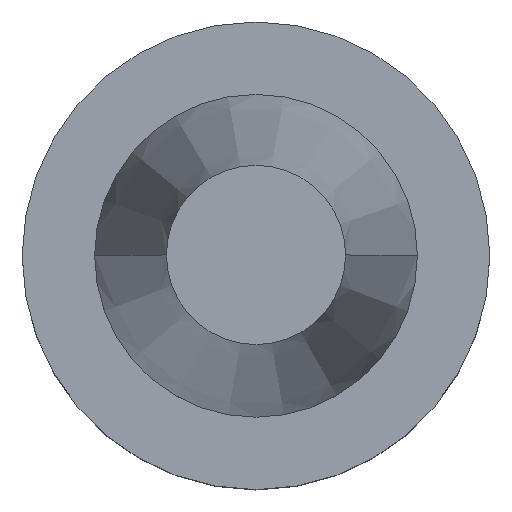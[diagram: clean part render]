
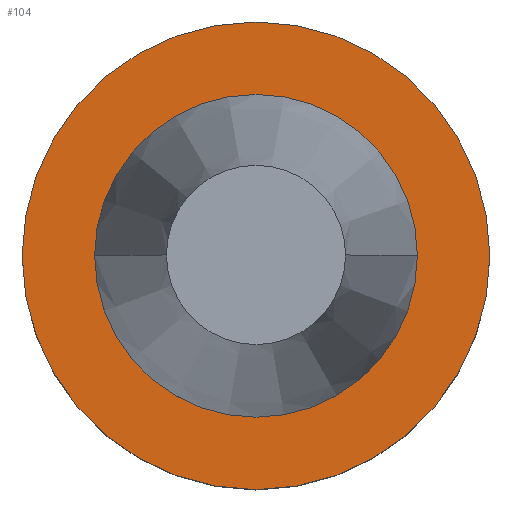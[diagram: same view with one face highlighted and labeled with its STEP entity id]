
A CAD part, top view. The second image highlights one B-rep face of the part: STEP entity #104.
In plain terms, the highlighted planar face has unit normal (0, 0, 1).
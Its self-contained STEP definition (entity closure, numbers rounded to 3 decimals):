
#24 = CIRCLE ( 'NONE', #208, 23. ) ;
#52 = CARTESIAN_POINT ( 'NONE',  ( 23., 0., -0.5 ) ) ;
#87 = ORIENTED_EDGE ( 'NONE', *, *, #268, .T. ) ;
#97 = EDGE_CURVE ( 'NONE', #212, #752, #375, .T. ) ;
#104 = ADVANCED_FACE ( 'NONE', ( #122, #126 ), #483, .F. ) ;
#106 = DIRECTION ( 'NONE',  ( 1., 0., 0. ) ) ;
#122 = FACE_BOUND ( 'NONE', #409, .T. ) ;
#123 = ORIENTED_EDGE ( 'NONE', *, *, #97, .F. ) ;
#126 = FACE_OUTER_BOUND ( 'NONE', #542, .T. ) ;
#132 = CARTESIAN_POINT ( 'NONE',  ( -15.875, 0., -0.5 ) ) ;
#188 = CARTESIAN_POINT ( 'NONE',  ( 15.875, 0., -0.5 ) ) ;
#196 = AXIS2_PLACEMENT_3D ( 'NONE', #643, #531, #284 ) ;
#208 = AXIS2_PLACEMENT_3D ( 'NONE', #559, #378, #266 ) ;
#212 = VERTEX_POINT ( 'NONE', #132 ) ;
#237 = DIRECTION ( 'NONE',  ( 1., 0., 0. ) ) ;
#266 = DIRECTION ( 'NONE',  ( 1., 0., 0. ) ) ;
#268 = EDGE_CURVE ( 'NONE', #568, #609, #24, .T. ) ;
#274 = AXIS2_PLACEMENT_3D ( 'NONE', #418, #662, #359 ) ;
#284 = DIRECTION ( 'NONE',  ( 1., 0., 0. ) ) ;
#286 = CIRCLE ( 'NONE', #196, 23. ) ;
#302 = CARTESIAN_POINT ( 'NONE',  ( 0., 0., -0.5 ) ) ;
#321 = AXIS2_PLACEMENT_3D ( 'NONE', #302, #720, #237 ) ;
#341 = DIRECTION ( 'NONE',  ( 0., 0., 1. ) ) ;
#359 = DIRECTION ( 'NONE',  ( -1., 0., 0. ) ) ;
#360 = ORIENTED_EDGE ( 'NONE', *, *, #363, .F. ) ;
#363 = EDGE_CURVE ( 'NONE', #752, #212, #663, .T. ) ;
#375 = CIRCLE ( 'NONE', #321, 15.875 ) ;
#378 = DIRECTION ( 'NONE',  ( 0., 0., 1. ) ) ;
#407 = EDGE_CURVE ( 'NONE', #609, #568, #286, .T. ) ;
#409 = EDGE_LOOP ( 'NONE', ( #360, #123 ) ) ;
#418 = CARTESIAN_POINT ( 'NONE',  ( 0., 23., -0.5 ) ) ;
#461 = CARTESIAN_POINT ( 'NONE',  ( 0., 0., -0.5 ) ) ;
#483 = PLANE ( 'NONE',  #274 ) ;
#520 = AXIS2_PLACEMENT_3D ( 'NONE', #461, #341, #106 ) ;
#531 = DIRECTION ( 'NONE',  ( 0., 0., 1. ) ) ;
#542 = EDGE_LOOP ( 'NONE', ( #87, #560 ) ) ;
#559 = CARTESIAN_POINT ( 'NONE',  ( 0., 0., -0.5 ) ) ;
#560 = ORIENTED_EDGE ( 'NONE', *, *, #407, .T. ) ;
#568 = VERTEX_POINT ( 'NONE', #52 ) ;
#609 = VERTEX_POINT ( 'NONE', #719 ) ;
#643 = CARTESIAN_POINT ( 'NONE',  ( 0., 0., -0.5 ) ) ;
#662 = DIRECTION ( 'NONE',  ( 0., 0., -1. ) ) ;
#663 = CIRCLE ( 'NONE', #520, 15.875 ) ;
#719 = CARTESIAN_POINT ( 'NONE',  ( -23., 0., -0.5 ) ) ;
#720 = DIRECTION ( 'NONE',  ( 0., 0., 1. ) ) ;
#752 = VERTEX_POINT ( 'NONE', #188 ) ;
